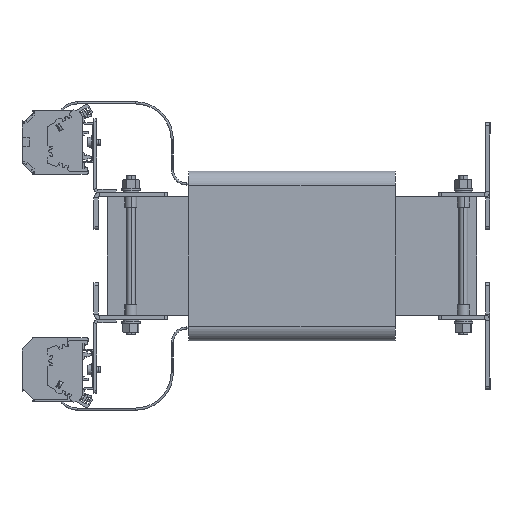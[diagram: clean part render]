
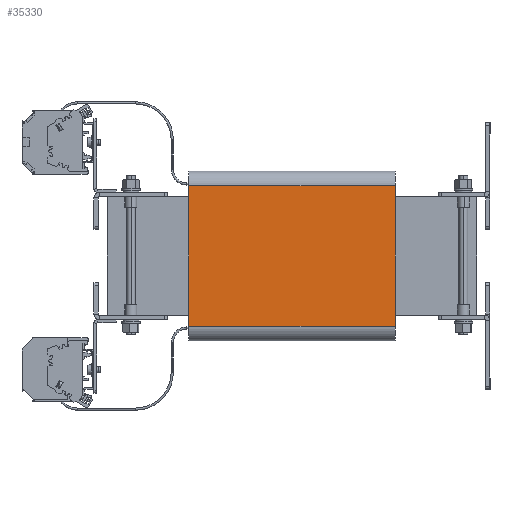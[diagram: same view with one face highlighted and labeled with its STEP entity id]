
A CAD part, left-side view. The second image highlights one B-rep face of the part: STEP entity #35330.
In plain terms, the highlighted planar face has unit normal (-1, 0, 0).
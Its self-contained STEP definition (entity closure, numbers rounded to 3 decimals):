
#1645 = VERTEX_POINT ( 'NONE', #132022 ) ;
#6141 = EDGE_CURVE ( 'NONE', #145810, #1645, #26296, .T. ) ;
#8196 = LINE ( 'NONE', #69232, #9042 ) ;
#9042 = VECTOR ( 'NONE', #103808, 1000. ) ;
#12590 = EDGE_CURVE ( 'NONE', #13760, #152799, #130278, .T. ) ;
#13760 = VERTEX_POINT ( 'NONE', #56694 ) ;
#20109 = CARTESIAN_POINT ( 'NONE',  ( -98.75, 75.406, 47.389 ) ) ;
#20263 = ORIENTED_EDGE ( 'NONE', *, *, #6141, .F. ) ;
#24483 = EDGE_CURVE ( 'NONE', #152799, #1645, #28639, .T. ) ;
#24768 = ORIENTED_EDGE ( 'NONE', *, *, #24483, .T. ) ;
#26296 = LINE ( 'NONE', #149988, #28020 ) ;
#26792 = VECTOR ( 'NONE', #132600, 1000. ) ;
#28020 = VECTOR ( 'NONE', #39118, 1000. ) ;
#28639 = LINE ( 'NONE', #41484, #89246 ) ;
#35330 = ADVANCED_FACE ( 'NONE', ( #132327 ), #152005, .F. ) ;
#39118 = DIRECTION ( 'NONE',  ( 0., -1., 0. ) ) ;
#41484 = CARTESIAN_POINT ( 'NONE',  ( -98.75, -64.594, 47.389 ) ) ;
#44325 = AXIS2_PLACEMENT_3D ( 'NONE', #53997, #128617, #56417 ) ;
#50801 = CARTESIAN_POINT ( 'NONE',  ( -98.75, -64.594, -47.611 ) ) ;
#52228 = EDGE_LOOP ( 'NONE', ( #24768, #20263, #139042, #100475 ) ) ;
#53573 = DIRECTION ( 'NONE',  ( 0., 0., 1. ) ) ;
#53997 = CARTESIAN_POINT ( 'NONE',  ( -98.75, 75.406, 47.389 ) ) ;
#56417 = DIRECTION ( 'NONE',  ( 0., 0., -1. ) ) ;
#56694 = CARTESIAN_POINT ( 'NONE',  ( -98.75, 75.406, -47.611 ) ) ;
#69232 = CARTESIAN_POINT ( 'NONE',  ( -98.75, 75.406, 47.389 ) ) ;
#74516 = EDGE_CURVE ( 'NONE', #13760, #145810, #8196, .T. ) ;
#89246 = VECTOR ( 'NONE', #53573, 1000. ) ;
#100475 = ORIENTED_EDGE ( 'NONE', *, *, #12590, .T. ) ;
#103808 = DIRECTION ( 'NONE',  ( 0., 0., 1. ) ) ;
#128617 = DIRECTION ( 'NONE',  ( 1., 0., 0. ) ) ;
#130278 = LINE ( 'NONE', #133394, #26792 ) ;
#132022 = CARTESIAN_POINT ( 'NONE',  ( -98.75, -64.594, 47.389 ) ) ;
#132327 = FACE_OUTER_BOUND ( 'NONE', #52228, .T. ) ;
#132600 = DIRECTION ( 'NONE',  ( 0., -1., 0. ) ) ;
#133394 = CARTESIAN_POINT ( 'NONE',  ( -98.75, 75.406, -47.611 ) ) ;
#139042 = ORIENTED_EDGE ( 'NONE', *, *, #74516, .F. ) ;
#145810 = VERTEX_POINT ( 'NONE', #20109 ) ;
#149988 = CARTESIAN_POINT ( 'NONE',  ( -98.75, 75.406, 47.389 ) ) ;
#152005 = PLANE ( 'NONE',  #44325 ) ;
#152799 = VERTEX_POINT ( 'NONE', #50801 ) ;
